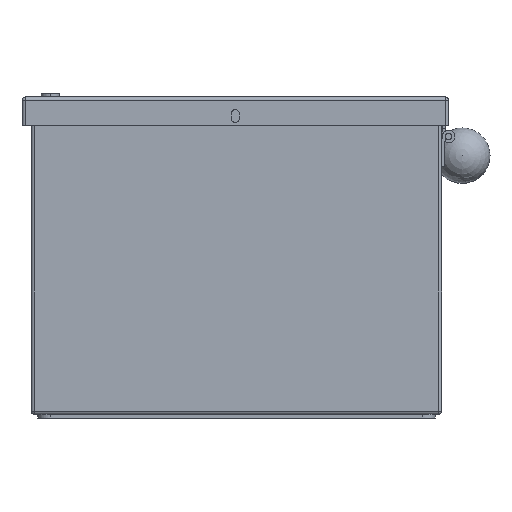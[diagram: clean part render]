
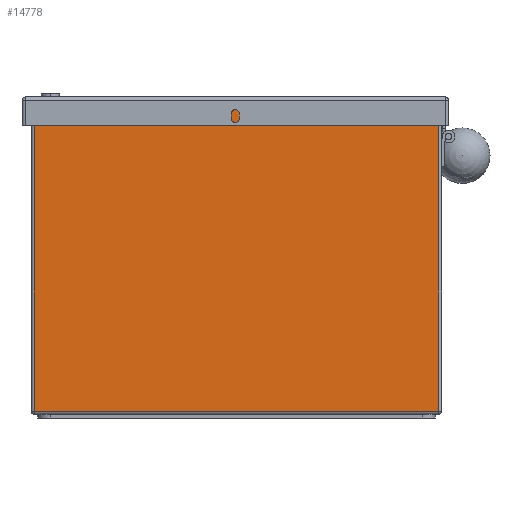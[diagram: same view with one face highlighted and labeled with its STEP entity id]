
A CAD part, left-side view. The second image highlights one B-rep face of the part: STEP entity #14778.
In plain terms, the highlighted planar face has unit normal (-1, 0, 0).
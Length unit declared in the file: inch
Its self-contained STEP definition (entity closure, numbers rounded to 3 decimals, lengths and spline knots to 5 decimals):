
#1080 = VECTOR ( 'NONE', #33388, 39.37008 ) ;
#2063 = VERTEX_POINT ( 'NONE', #7367 ) ;
#2187 = CARTESIAN_POINT ( 'NONE',  ( -0.0002, 7.94, 0.06 ) ) ;
#3852 = VECTOR ( 'NONE', #31715, 39.37008 ) ;
#4475 = ORIENTED_EDGE ( 'NONE', *, *, #26256, .T. ) ;
#5067 = FACE_OUTER_BOUND ( 'NONE', #13192, .T. ) ;
#5632 = LINE ( 'NONE', #8141, #1080 ) ;
#6451 = VECTOR ( 'NONE', #24395, 39.37008 ) ;
#7367 = CARTESIAN_POINT ( 'NONE',  ( -0.0002, 0.06, 0.06 ) ) ;
#8141 = CARTESIAN_POINT ( 'NONE',  ( -0.0002, 7.94, 6. ) ) ;
#8183 = DIRECTION ( 'NONE',  ( 0., 1., 0. ) ) ;
#11044 = EDGE_CURVE ( 'NONE', #31456, #2063, #28129, .T. ) ;
#11453 = ORIENTED_EDGE ( 'NONE', *, *, #11044, .T. ) ;
#11952 = CARTESIAN_POINT ( 'NONE',  ( -0.0002, 7.94, 5.94 ) ) ;
#13192 = EDGE_LOOP ( 'NONE', ( #14471, #16753, #4475, #11453 ) ) ;
#13250 = VECTOR ( 'NONE', #21265, 39.37008 ) ;
#14471 = ORIENTED_EDGE ( 'NONE', *, *, #34793, .F. ) ;
#14778 = ADVANCED_FACE ( 'NONE', ( #5067 ), #36562, .F. ) ;
#15595 = EDGE_CURVE ( 'NONE', #30228, #19112, #35636, .T. ) ;
#16753 = ORIENTED_EDGE ( 'NONE', *, *, #15595, .T. ) ;
#17375 = CARTESIAN_POINT ( 'NONE',  ( -0.0002, 7.94, 6. ) ) ;
#17728 = CARTESIAN_POINT ( 'NONE',  ( -0.0002, 0.06, 6. ) ) ;
#17799 = DIRECTION ( 'NONE',  ( 1., 0., 0. ) ) ;
#17994 = CARTESIAN_POINT ( 'NONE',  ( -0.0002, 0.06, 5.94 ) ) ;
#18478 = AXIS2_PLACEMENT_3D ( 'NONE', #17375, #17799, #8183 ) ;
#19112 = VERTEX_POINT ( 'NONE', #11952 ) ;
#21265 = DIRECTION ( 'NONE',  ( 0., -1., 0. ) ) ;
#24395 = DIRECTION ( 'NONE',  ( 0., 0., -1. ) ) ;
#25650 = CARTESIAN_POINT ( 'NONE',  ( -0.0002, 7.94, 5.94 ) ) ;
#26256 = EDGE_CURVE ( 'NONE', #19112, #31456, #5632, .T. ) ;
#28129 = LINE ( 'NONE', #37111, #13250 ) ;
#30228 = VERTEX_POINT ( 'NONE', #17994 ) ;
#31456 = VERTEX_POINT ( 'NONE', #2187 ) ;
#31715 = DIRECTION ( 'NONE',  ( 0., 1., 0. ) ) ;
#33388 = DIRECTION ( 'NONE',  ( 0., 0., -1. ) ) ;
#34793 = EDGE_CURVE ( 'NONE', #30228, #2063, #36270, .T. ) ;
#35636 = LINE ( 'NONE', #25650, #3852 ) ;
#36270 = LINE ( 'NONE', #17728, #6451 ) ;
#36562 = PLANE ( 'NONE',  #18478 ) ;
#37111 = CARTESIAN_POINT ( 'NONE',  ( -0.0002, 7.94, 0.06 ) ) ;
